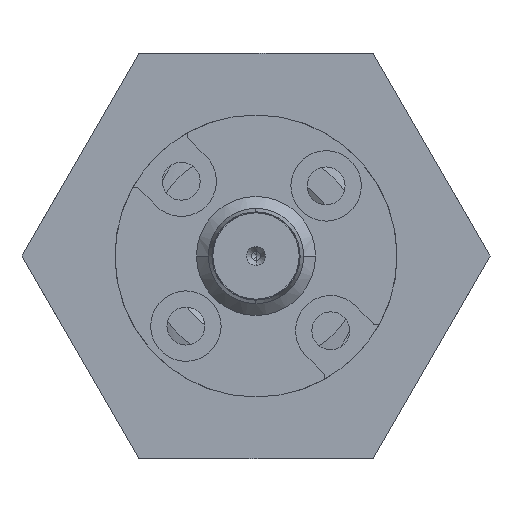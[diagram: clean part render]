
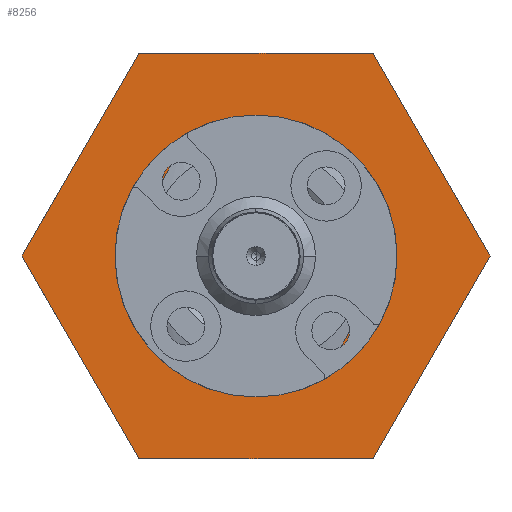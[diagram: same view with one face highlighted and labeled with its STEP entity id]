
A CAD part, left-side view. The second image highlights one B-rep face of the part: STEP entity #8256.
In plain terms, the highlighted planar face has unit normal (-1, 0, 0).
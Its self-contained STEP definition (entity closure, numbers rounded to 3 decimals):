
#4765 = CARTESIAN_POINT ( 'NONE',  ( -0.5, 8.65, 0. ) ) ;
#5840 = EDGE_LOOP ( 'NONE', ( #5901, #8108 ) ) ;
#5884 = EDGE_CURVE ( 'NONE', #48574, #66160, #55897, .T. ) ;
#5901 = ORIENTED_EDGE ( 'NONE', *, *, #5884, .T. ) ;
#8080 = VERTEX_POINT ( 'NONE', #55996 ) ;
#8084 = EDGE_CURVE ( 'NONE', #8292, #8080, #56136, .T. ) ;
#8108 = ORIENTED_EDGE ( 'NONE', *, *, #63530, .T. ) ;
#8202 = ORIENTED_EDGE ( 'NONE', *, *, #8279, .T. ) ;
#8206 = VERTEX_POINT ( 'NONE', #56196 ) ;
#8256 = ADVANCED_FACE ( 'NONE', ( #56164, #56163 ), #56162, .T. ) ;
#8279 = EDGE_CURVE ( 'NONE', #8206, #8308, #56283, .T. ) ;
#8291 = ORIENTED_EDGE ( 'NONE', *, *, #8084, .T. ) ;
#8292 = VERTEX_POINT ( 'NONE', #56274 ) ;
#8294 = ORIENTED_EDGE ( 'NONE', *, *, #8297, .T. ) ;
#8297 = EDGE_CURVE ( 'NONE', #8300, #8292, #56268, .T. ) ;
#8300 = VERTEX_POINT ( 'NONE', #56261 ) ;
#8303 = EDGE_CURVE ( 'NONE', #8305, #8300, #56256, .T. ) ;
#8305 = VERTEX_POINT ( 'NONE', #56249 ) ;
#8307 = ORIENTED_EDGE ( 'NONE', *, *, #8303, .T. ) ;
#8308 = VERTEX_POINT ( 'NONE', #56237 ) ;
#8310 = EDGE_CURVE ( 'NONE', #8308, #8305, #56232, .T. ) ;
#8312 = ORIENTED_EDGE ( 'NONE', *, *, #8310, .T. ) ;
#8314 = EDGE_LOOP ( 'NONE', ( #8312, #8307, #8294, #8291, #8775, #8202 ) ) ;
#8588 = EDGE_CURVE ( 'NONE', #8080, #8206, #56224, .T. ) ;
#8775 = ORIENTED_EDGE ( 'NONE', *, *, #8588, .T. ) ;
#28370 = DIRECTION ( 'NONE',  ( 0., 1., 0. ) ) ;
#28371 = DIRECTION ( 'NONE',  ( 1., 0., 0. ) ) ;
#28372 = CARTESIAN_POINT ( 'NONE',  ( -0.5, 0., 0. ) ) ;
#28373 = AXIS2_PLACEMENT_3D ( 'NONE', #28372, #28371, #28370 ) ;
#28374 = CIRCLE ( 'NONE', #28373, 8.65 ) ;
#30799 = CARTESIAN_POINT ( 'NONE',  ( -0.5, -8.65, 0. ) ) ;
#48574 = VERTEX_POINT ( 'NONE', #4765 ) ;
#55891 = DIRECTION ( 'NONE',  ( 0., 1., 0. ) ) ;
#55893 = DIRECTION ( 'NONE',  ( 1., 0., 0. ) ) ;
#55895 = CARTESIAN_POINT ( 'NONE',  ( -0.5, 0., 0. ) ) ;
#55896 = AXIS2_PLACEMENT_3D ( 'NONE', #55895, #55893, #55891 ) ;
#55897 = CIRCLE ( 'NONE', #55896, 8.65 ) ;
#55996 = CARTESIAN_POINT ( 'NONE',  ( -0.5, -13.279, -23. ) ) ;
#56132 = DIRECTION ( 'NONE',  ( 0., -1., 0. ) ) ;
#56133 = VECTOR ( 'NONE', #56132, 1000. ) ;
#56135 = CARTESIAN_POINT ( 'NONE',  ( -0.5, 13.279, -23. ) ) ;
#56136 = LINE ( 'NONE', #56135, #56133 ) ;
#56152 = DIRECTION ( 'NONE',  ( 0., -1., 0. ) ) ;
#56153 = DIRECTION ( 'NONE',  ( -1., 0., 0. ) ) ;
#56155 = CARTESIAN_POINT ( 'NONE',  ( -0.5, 12., 0. ) ) ;
#56157 = AXIS2_PLACEMENT_3D ( 'NONE', #56155, #56153, #56152 ) ;
#56162 = PLANE ( 'NONE',  #56157 ) ;
#56163 = FACE_OUTER_BOUND ( 'NONE', #8314, .T. ) ;
#56164 = FACE_BOUND ( 'NONE', #5840, .T. ) ;
#56196 = CARTESIAN_POINT ( 'NONE',  ( -0.5, -26.558, 0. ) ) ;
#56219 = DIRECTION ( 'NONE',  ( 0., -0.5, 0.866 ) ) ;
#56221 = VECTOR ( 'NONE', #56219, 1000. ) ;
#56223 = CARTESIAN_POINT ( 'NONE',  ( -0.5, -13.279, -23. ) ) ;
#56224 = LINE ( 'NONE', #56223, #56221 ) ;
#56227 = DIRECTION ( 'NONE',  ( 0., 1., 0. ) ) ;
#56229 = VECTOR ( 'NONE', #56227, 1000. ) ;
#56230 = CARTESIAN_POINT ( 'NONE',  ( -0.5, -13.279, 23. ) ) ;
#56232 = LINE ( 'NONE', #56230, #56229 ) ;
#56237 = CARTESIAN_POINT ( 'NONE',  ( -0.5, -13.279, 23. ) ) ;
#56249 = CARTESIAN_POINT ( 'NONE',  ( -0.5, 13.279, 23. ) ) ;
#56251 = DIRECTION ( 'NONE',  ( 0., 0.5, -0.866 ) ) ;
#56253 = VECTOR ( 'NONE', #56251, 1000. ) ;
#56255 = CARTESIAN_POINT ( 'NONE',  ( -0.5, 13.279, 23. ) ) ;
#56256 = LINE ( 'NONE', #56255, #56253 ) ;
#56261 = CARTESIAN_POINT ( 'NONE',  ( -0.5, 26.558, 0. ) ) ;
#56264 = DIRECTION ( 'NONE',  ( 0., -0.5, -0.866 ) ) ;
#56265 = VECTOR ( 'NONE', #56264, 1000. ) ;
#56267 = CARTESIAN_POINT ( 'NONE',  ( -0.5, 26.558, 0. ) ) ;
#56268 = LINE ( 'NONE', #56267, #56265 ) ;
#56274 = CARTESIAN_POINT ( 'NONE',  ( -0.5, 13.279, -23. ) ) ;
#56278 = DIRECTION ( 'NONE',  ( 0., 0.5, 0.866 ) ) ;
#56280 = VECTOR ( 'NONE', #56278, 1000. ) ;
#56282 = CARTESIAN_POINT ( 'NONE',  ( -0.5, -26.558, 0. ) ) ;
#56283 = LINE ( 'NONE', #56282, #56280 ) ;
#63530 = EDGE_CURVE ( 'NONE', #66160, #48574, #28374, .T. ) ;
#66160 = VERTEX_POINT ( 'NONE', #30799 ) ;
